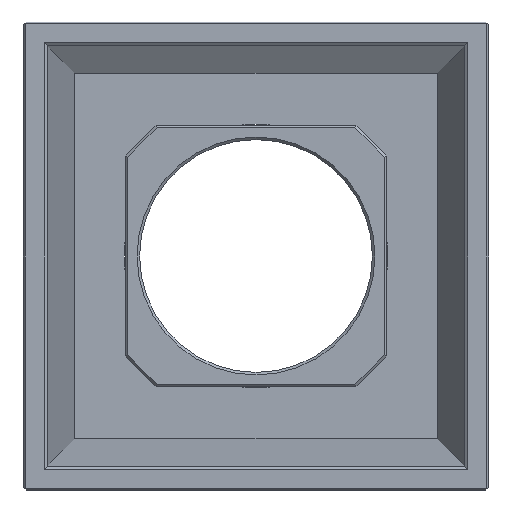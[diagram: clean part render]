
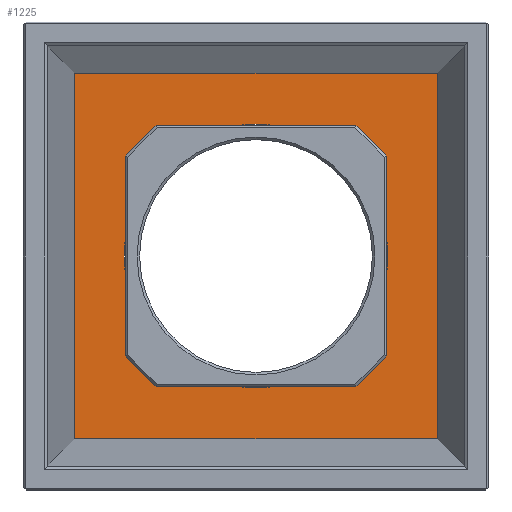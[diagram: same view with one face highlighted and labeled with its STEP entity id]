
A CAD part, front view. The second image highlights one B-rep face of the part: STEP entity #1225.
In plain terms, the highlighted planar face has unit normal (0, -1, 0).
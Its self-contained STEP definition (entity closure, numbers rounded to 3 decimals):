
#16=FACE_BOUND('',#169,.T.);
#29=PLANE('',#1325);
#98=FACE_OUTER_BOUND('',#168,.T.);
#168=EDGE_LOOP('',(#933,#934,#935,#936));
#169=EDGE_LOOP('',(#937,#938,#939,#940,#941,#942,#943,#944,#945,#946,#947,
#948,#949,#950,#951,#952,#953));
#245=LINE('',#1773,#409);
#249=LINE('',#1780,#413);
#251=LINE('',#1784,#415);
#255=LINE('',#1791,#419);
#257=LINE('',#1795,#421);
#261=LINE('',#1802,#425);
#263=LINE('',#1806,#427);
#267=LINE('',#1813,#431);
#270=LINE('',#1821,#434);
#273=LINE('',#1827,#437);
#276=LINE('',#1833,#440);
#279=LINE('',#1837,#443);
#280=LINE('',#1839,#444);
#281=LINE('',#1840,#445);
#282=LINE('',#1841,#446);
#283=LINE('',#1842,#447);
#409=VECTOR('',#1433,10.);
#413=VECTOR('',#1437,10.);
#415=VECTOR('',#1441,10.);
#419=VECTOR('',#1445,10.);
#421=VECTOR('',#1449,10.);
#425=VECTOR('',#1453,10.);
#427=VECTOR('',#1457,10.);
#431=VECTOR('',#1461,10.);
#434=VECTOR('',#1466,10.);
#437=VECTOR('',#1471,10.);
#440=VECTOR('',#1476,10.);
#443=VECTOR('',#1481,10.);
#444=VECTOR('',#1484,10.);
#445=VECTOR('',#1485,10.);
#446=VECTOR('',#1486,10.);
#447=VECTOR('',#1487,10.);
#560=CIRCLE('',#1307,12.85);
#562=CIRCLE('',#1309,12.85);
#563=CIRCLE('',#1310,12.85);
#565=CIRCLE('',#1312,12.85);
#567=CIRCLE('',#1314,12.85);
#574=VERTEX_POINT('',#1726);
#576=VERTEX_POINT('',#1729);
#579=VERTEX_POINT('',#1735);
#580=VERTEX_POINT('',#1737);
#581=VERTEX_POINT('',#1740);
#584=VERTEX_POINT('',#1746);
#585=VERTEX_POINT('',#1748);
#588=VERTEX_POINT('',#1754);
#589=VERTEX_POINT('',#1756);
#595=VERTEX_POINT('',#1772);
#598=VERTEX_POINT('',#1778);
#599=VERTEX_POINT('',#1783);
#602=VERTEX_POINT('',#1789);
#603=VERTEX_POINT('',#1794);
#606=VERTEX_POINT('',#1800);
#607=VERTEX_POINT('',#1805);
#610=VERTEX_POINT('',#1811);
#613=VERTEX_POINT('',#1818);
#614=VERTEX_POINT('',#1820);
#616=VERTEX_POINT('',#1826);
#618=VERTEX_POINT('',#1832);
#682=EDGE_CURVE('',#576,#574,#560,.T.);
#686=EDGE_CURVE('',#580,#579,#562,.T.);
#688=EDGE_CURVE('',#581,#580,#563,.T.);
#692=EDGE_CURVE('',#585,#584,#565,.T.);
#696=EDGE_CURVE('',#589,#588,#567,.T.);
#704=EDGE_CURVE('',#576,#595,#245,.T.);
#708=EDGE_CURVE('',#598,#574,#249,.T.);
#710=EDGE_CURVE('',#589,#599,#251,.T.);
#714=EDGE_CURVE('',#602,#588,#255,.T.);
#716=EDGE_CURVE('',#585,#603,#257,.T.);
#720=EDGE_CURVE('',#606,#584,#261,.T.);
#722=EDGE_CURVE('',#581,#607,#263,.T.);
#726=EDGE_CURVE('',#610,#579,#267,.T.);
#729=EDGE_CURVE('',#614,#613,#270,.T.);
#732=EDGE_CURVE('',#616,#614,#273,.T.);
#735=EDGE_CURVE('',#618,#616,#276,.T.);
#738=EDGE_CURVE('',#613,#618,#279,.T.);
#739=EDGE_CURVE('',#599,#598,#280,.T.);
#740=EDGE_CURVE('',#603,#602,#281,.T.);
#741=EDGE_CURVE('',#607,#606,#282,.T.);
#742=EDGE_CURVE('',#595,#610,#283,.T.);
#933=ORIENTED_EDGE('',*,*,#738,.T.);
#934=ORIENTED_EDGE('',*,*,#735,.T.);
#935=ORIENTED_EDGE('',*,*,#732,.T.);
#936=ORIENTED_EDGE('',*,*,#729,.T.);
#937=ORIENTED_EDGE('',*,*,#682,.T.);
#938=ORIENTED_EDGE('',*,*,#708,.F.);
#939=ORIENTED_EDGE('',*,*,#739,.F.);
#940=ORIENTED_EDGE('',*,*,#710,.F.);
#941=ORIENTED_EDGE('',*,*,#696,.T.);
#942=ORIENTED_EDGE('',*,*,#714,.F.);
#943=ORIENTED_EDGE('',*,*,#740,.F.);
#944=ORIENTED_EDGE('',*,*,#716,.F.);
#945=ORIENTED_EDGE('',*,*,#692,.T.);
#946=ORIENTED_EDGE('',*,*,#720,.F.);
#947=ORIENTED_EDGE('',*,*,#741,.F.);
#948=ORIENTED_EDGE('',*,*,#722,.F.);
#949=ORIENTED_EDGE('',*,*,#688,.T.);
#950=ORIENTED_EDGE('',*,*,#686,.T.);
#951=ORIENTED_EDGE('',*,*,#726,.F.);
#952=ORIENTED_EDGE('',*,*,#742,.F.);
#953=ORIENTED_EDGE('',*,*,#704,.F.);
#1225=ADVANCED_FACE('',(#98,#16),#29,.T.);
#1307=AXIS2_PLACEMENT_3D('',#1730,#1398,#1399);
#1309=AXIS2_PLACEMENT_3D('',#1738,#1404,#1405);
#1310=AXIS2_PLACEMENT_3D('',#1741,#1407,#1408);
#1312=AXIS2_PLACEMENT_3D('',#1749,#1413,#1414);
#1314=AXIS2_PLACEMENT_3D('',#1757,#1419,#1420);
#1325=AXIS2_PLACEMENT_3D('',#1838,#1482,#1483);
#1398=DIRECTION('center_axis',(0.,1.,0.));
#1399=DIRECTION('ref_axis',(1.,0.,0.));
#1404=DIRECTION('center_axis',(0.,1.,0.));
#1405=DIRECTION('ref_axis',(1.,0.,0.));
#1407=DIRECTION('center_axis',(0.,1.,0.));
#1408=DIRECTION('ref_axis',(1.,0.,0.));
#1413=DIRECTION('center_axis',(0.,1.,0.));
#1414=DIRECTION('ref_axis',(1.,0.,0.));
#1419=DIRECTION('center_axis',(0.,1.,0.));
#1420=DIRECTION('ref_axis',(1.,0.,0.));
#1433=DIRECTION('',(-1.,0.,0.));
#1437=DIRECTION('',(-1.,0.,0.));
#1441=DIRECTION('',(0.,0.,1.));
#1445=DIRECTION('',(0.,0.,1.));
#1449=DIRECTION('',(1.,0.,0.));
#1453=DIRECTION('',(1.,0.,0.));
#1457=DIRECTION('',(0.,0.,-1.));
#1461=DIRECTION('',(0.,0.,-1.));
#1466=DIRECTION('',(1.,0.,0.));
#1471=DIRECTION('',(0.,0.,-1.));
#1476=DIRECTION('',(-1.,0.,0.));
#1481=DIRECTION('',(0.,0.,1.));
#1482=DIRECTION('center_axis',(0.,-1.,0.));
#1483=DIRECTION('ref_axis',(0.,0.,-1.));
#1484=DIRECTION('',(-0.707,0.,0.707));
#1485=DIRECTION('',(0.707,0.,0.707));
#1486=DIRECTION('',(0.707,0.,-0.707));
#1487=DIRECTION('',(-0.707,0.,-0.707));
#1726=CARTESIAN_POINT('',(256.6,64.,157.75));
#1729=CARTESIAN_POINT('',(253.4,64.,157.75));
#1730=CARTESIAN_POINT('Origin',(255.,64.,145.));
#1735=CARTESIAN_POINT('',(242.25,64.,146.6));
#1737=CARTESIAN_POINT('',(242.15,64.,145.));
#1738=CARTESIAN_POINT('Origin',(255.,64.,145.));
#1740=CARTESIAN_POINT('',(242.25,64.,143.4));
#1741=CARTESIAN_POINT('Origin',(255.,64.,145.));
#1746=CARTESIAN_POINT('',(253.4,64.,132.25));
#1748=CARTESIAN_POINT('',(256.6,64.,132.25));
#1749=CARTESIAN_POINT('Origin',(255.,64.,145.));
#1754=CARTESIAN_POINT('',(267.75,64.,143.4));
#1756=CARTESIAN_POINT('',(267.75,64.,146.6));
#1757=CARTESIAN_POINT('Origin',(255.,64.,145.));
#1772=CARTESIAN_POINT('',(245.25,64.,157.75));
#1773=CARTESIAN_POINT('',(259.875,64.,157.75));
#1778=CARTESIAN_POINT('',(264.75,64.,157.75));
#1780=CARTESIAN_POINT('',(259.875,64.,157.75));
#1783=CARTESIAN_POINT('',(267.75,64.,154.75));
#1784=CARTESIAN_POINT('',(267.75,64.,140.125));
#1789=CARTESIAN_POINT('',(267.75,64.,135.25));
#1791=CARTESIAN_POINT('',(267.75,64.,140.125));
#1794=CARTESIAN_POINT('',(264.75,64.,132.25));
#1795=CARTESIAN_POINT('',(250.125,64.,132.25));
#1800=CARTESIAN_POINT('',(245.25,64.,132.25));
#1802=CARTESIAN_POINT('',(250.125,64.,132.25));
#1805=CARTESIAN_POINT('',(242.25,64.,135.25));
#1806=CARTESIAN_POINT('',(242.25,64.,149.875));
#1811=CARTESIAN_POINT('',(242.25,64.,154.75));
#1813=CARTESIAN_POINT('',(242.25,64.,149.875));
#1818=CARTESIAN_POINT('',(272.663,64.,127.188));
#1820=CARTESIAN_POINT('',(237.338,64.,127.188));
#1821=CARTESIAN_POINT('',(272.663,64.,127.188));
#1826=CARTESIAN_POINT('',(237.338,64.,162.813));
#1827=CARTESIAN_POINT('',(237.338,64.,127.188));
#1832=CARTESIAN_POINT('',(272.663,64.,162.813));
#1833=CARTESIAN_POINT('',(237.338,64.,162.813));
#1837=CARTESIAN_POINT('',(272.663,64.,162.813));
#1838=CARTESIAN_POINT('Origin',(255.,64.,145.));
#1839=CARTESIAN_POINT('',(267.,64.,155.5));
#1840=CARTESIAN_POINT('',(265.5,64.,133.));
#1841=CARTESIAN_POINT('',(243.,64.,134.5));
#1842=CARTESIAN_POINT('',(244.5,64.,157.));
